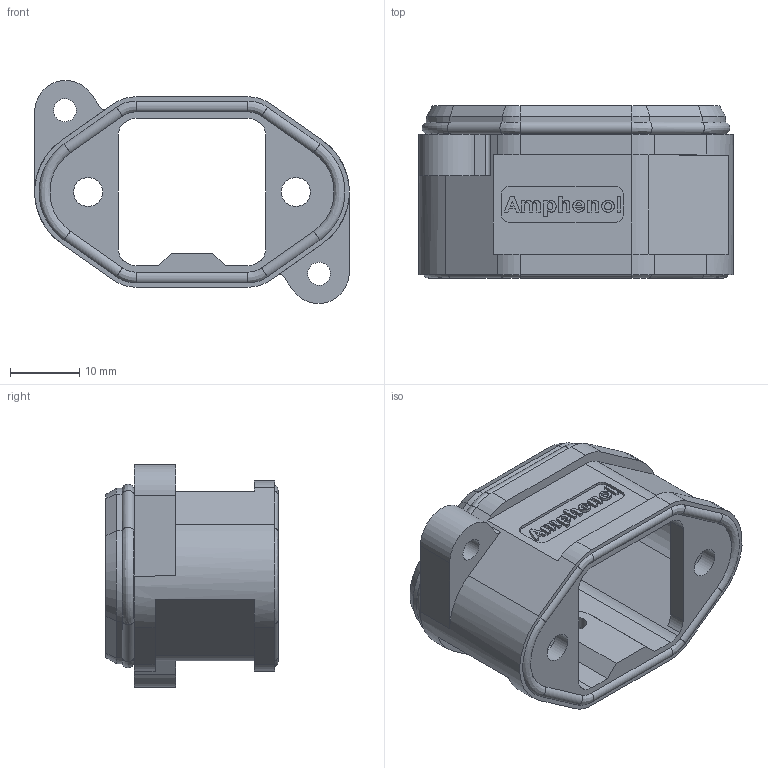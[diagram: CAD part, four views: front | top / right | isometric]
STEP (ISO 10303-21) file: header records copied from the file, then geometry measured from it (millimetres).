
FILE_DESCRIPTION(/* description */ (''),/* implementation_level */ '2;1');
FILE_NAME(/* name */ 'c146 68f003 000 4nxc001-03.stp',/* time_stamp */ '2020-05-11T07:53:47+02:00',/* author */ (''),/* organization */ (''),/* preprocessor_version */ 'ST-DEVELOPER v16.7',/* originating_system */ 'SIEMENS PLM Software NX 12.0',/* authorisation */ '');
FILE_SCHEMA (('AUTOMOTIVE_DESIGN { 1 0 10303 214 3 1 1 1 }'));
Length unit declared in the file: millimetre
Products named in the file (1): c146 68f003 000 4nxc001-03
Bounding box: 45.4 x 24.85 x 32.19 mm (x, y, z)
Volume: 7573.1 mm3; surface area: 7108.6 mm2
Topology: 1 solids, 1 shells, 272 faces, 752 edges, 498 vertices
Faces by surface type: plane 127, extrusion 65, cylinder 61, bspline 8, cone 7, revolution 4
Full cylindrical faces by diameter (mm): 3.1 x1, 3.3 x2, 4.2 x2, 5.8 x1
Entity records: 9560 total; most frequent: CARTESIAN_POINT 2711, ORIENTED_EDGE 1478, DIRECTION 1323, EDGE_CURVE 739, VERTEX_POINT 494, VECTOR 471, AXIS2_PLACEMENT_3D 424, LINE 406
